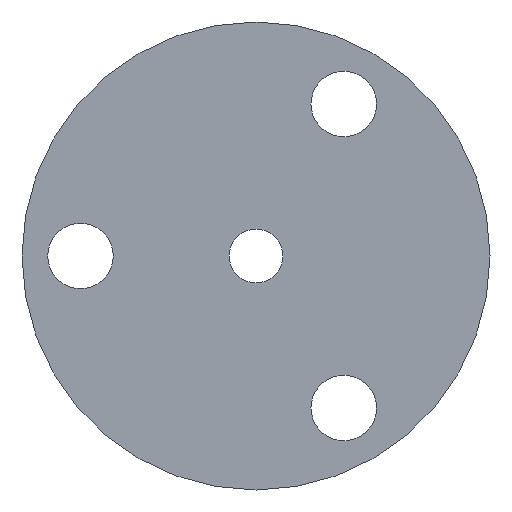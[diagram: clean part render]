
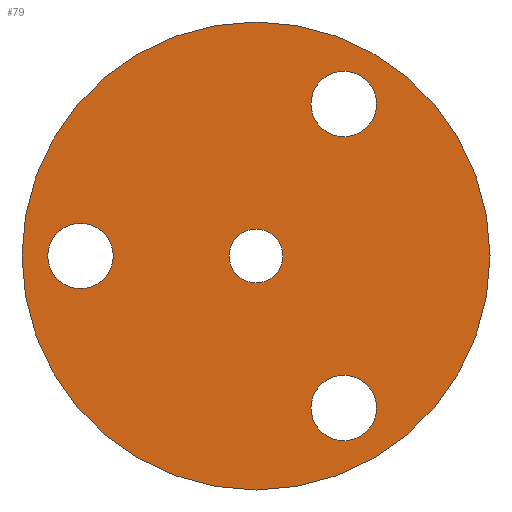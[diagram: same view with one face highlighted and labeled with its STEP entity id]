
A CAD part, left-side view. The second image highlights one B-rep face of the part: STEP entity #79.
In plain terms, the highlighted planar face has unit normal (-1, 0, 0).
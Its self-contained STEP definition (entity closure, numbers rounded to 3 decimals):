
#79 = ADVANCED_FACE( '', ( #100, #101, #102, #103, #104 ), #105, .T. );
#100 = FACE_BOUND( '', #133, .T. );
#101 = FACE_BOUND( '', #134, .T. );
#102 = FACE_BOUND( '', #135, .T. );
#103 = FACE_BOUND( '', #136, .T. );
#104 = FACE_OUTER_BOUND( '', #137, .T. );
#105 = PLANE( '', #138 );
#133 = EDGE_LOOP( '', ( #174 ) );
#134 = EDGE_LOOP( '', ( #175 ) );
#135 = EDGE_LOOP( '', ( #176 ) );
#136 = EDGE_LOOP( '', ( #177 ) );
#137 = EDGE_LOOP( '', ( #178 ) );
#138 = AXIS2_PLACEMENT_3D( '', #179, #180, #181 );
#174 = ORIENTED_EDGE( '', *, *, #209, .T. );
#175 = ORIENTED_EDGE( '', *, *, #210, .T. );
#176 = ORIENTED_EDGE( '', *, *, #211, .T. );
#177 = ORIENTED_EDGE( '', *, *, #212, .T. );
#178 = ORIENTED_EDGE( '', *, *, #213, .F. );
#179 = CARTESIAN_POINT( '', ( -9.525, 12.7, 0. ) );
#180 = DIRECTION( '', ( -1., 0., 0. ) );
#181 = DIRECTION( '', ( 0., 0., 1. ) );
#209 = EDGE_CURVE( '', #228, #228, #229, .T. );
#210 = EDGE_CURVE( '', #230, #230, #231, .T. );
#211 = EDGE_CURVE( '', #232, #232, #233, .T. );
#212 = EDGE_CURVE( '', #234, #234, #235, .T. );
#213 = EDGE_CURVE( '', #236, #236, #237, .T. );
#228 = VERTEX_POINT( '', #252 );
#229 = CIRCLE( '', #253, 1.461 );
#230 = VERTEX_POINT( '', #254 );
#231 = CIRCLE( '', #255, 1.778 );
#232 = VERTEX_POINT( '', #256 );
#233 = CIRCLE( '', #257, 1.778 );
#234 = VERTEX_POINT( '', #258 );
#235 = CIRCLE( '', #259, 1.778 );
#236 = VERTEX_POINT( '', #260 );
#237 = CIRCLE( '', #261, 12.7 );
#252 = CARTESIAN_POINT( '', ( -9.525, 0., -1.461 ) );
#253 = AXIS2_PLACEMENT_3D( '', #283, #284, #285 );
#254 = CARTESIAN_POINT( '', ( -9.525, 9.525, -1.778 ) );
#255 = AXIS2_PLACEMENT_3D( '', #286, #287, #288 );
#256 = CARTESIAN_POINT( '', ( -9.525, -4.763, 6.471 ) );
#257 = AXIS2_PLACEMENT_3D( '', #289, #290, #291 );
#258 = CARTESIAN_POINT( '', ( -9.525, -4.763, -10.027 ) );
#259 = AXIS2_PLACEMENT_3D( '', #292, #293, #294 );
#260 = CARTESIAN_POINT( '', ( -9.525, 0., -12.7 ) );
#261 = AXIS2_PLACEMENT_3D( '', #295, #296, #297 );
#283 = CARTESIAN_POINT( '', ( -9.525, 0., 0. ) );
#284 = DIRECTION( '', ( 1., 0., 0. ) );
#285 = DIRECTION( '', ( 0., 0., -1. ) );
#286 = CARTESIAN_POINT( '', ( -9.525, 9.525, 0. ) );
#287 = DIRECTION( '', ( 1., 0., 0. ) );
#288 = DIRECTION( '', ( 0., 0., -1. ) );
#289 = CARTESIAN_POINT( '', ( -9.525, -4.763, 8.249 ) );
#290 = DIRECTION( '', ( 1., 0., 0. ) );
#291 = DIRECTION( '', ( 0., 0., -1. ) );
#292 = CARTESIAN_POINT( '', ( -9.525, -4.763, -8.249 ) );
#293 = DIRECTION( '', ( 1., 0., 0. ) );
#294 = DIRECTION( '', ( 0., 0., -1. ) );
#295 = CARTESIAN_POINT( '', ( -9.525, 0., 0. ) );
#296 = DIRECTION( '', ( 1., 0., 0. ) );
#297 = DIRECTION( '', ( 0., 0., -1. ) );
